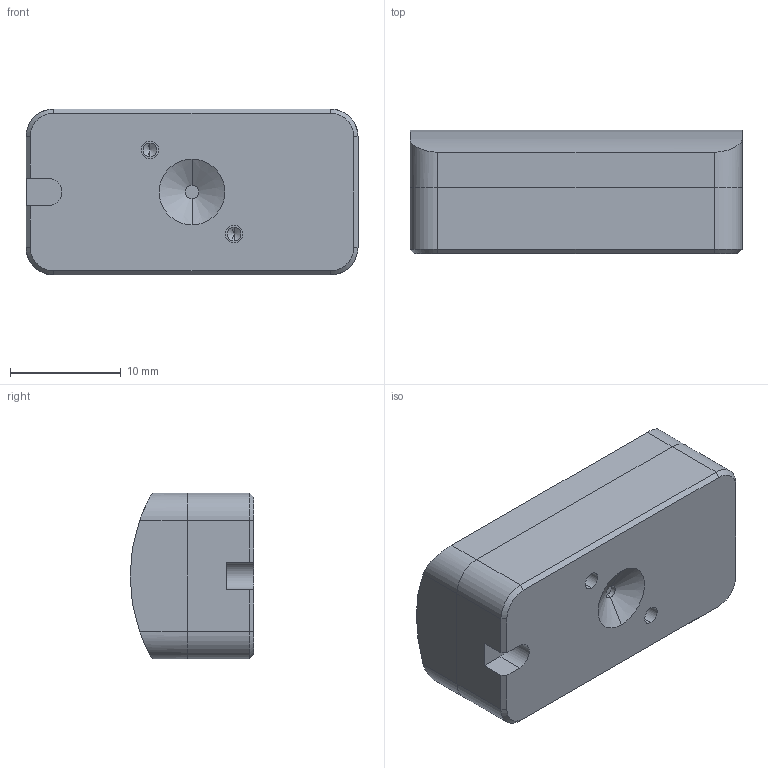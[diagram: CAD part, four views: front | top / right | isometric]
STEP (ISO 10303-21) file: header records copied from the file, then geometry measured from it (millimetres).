
FILE_DESCRIPTION (( 'STEP AP214' ), '1' );
FILE_NAME ('S3315W_FINISHED.STEP', '2023-01-17T15:54:32', ( '' ), ( '' ), 'SwSTEP 2.0', 'SolidWorks 2020', '' );
FILE_SCHEMA (( 'AUTOMOTIVE_DESIGN' ));
Length unit declared in the file: inch
Products named in the file (1): S3315W_FINISHED
Bounding box: 30 x 11.18 x 15 mm (x, y, z)
Volume: 4195.8 mm3; surface area: 2833.8 mm2
Topology: 2 solids, 2 shells, 85 faces, 221 edges, 139 vertices
Faces by surface type: cylinder 37, plane 36, cone 12
Entity records: 2685 total; most frequent: CARTESIAN_POINT 517, DIRECTION 460, ORIENTED_EDGE 430, EDGE_CURVE 215, AXIS2_PLACEMENT_3D 164, VERTEX_POINT 139, LINE 132, VECTOR 132
